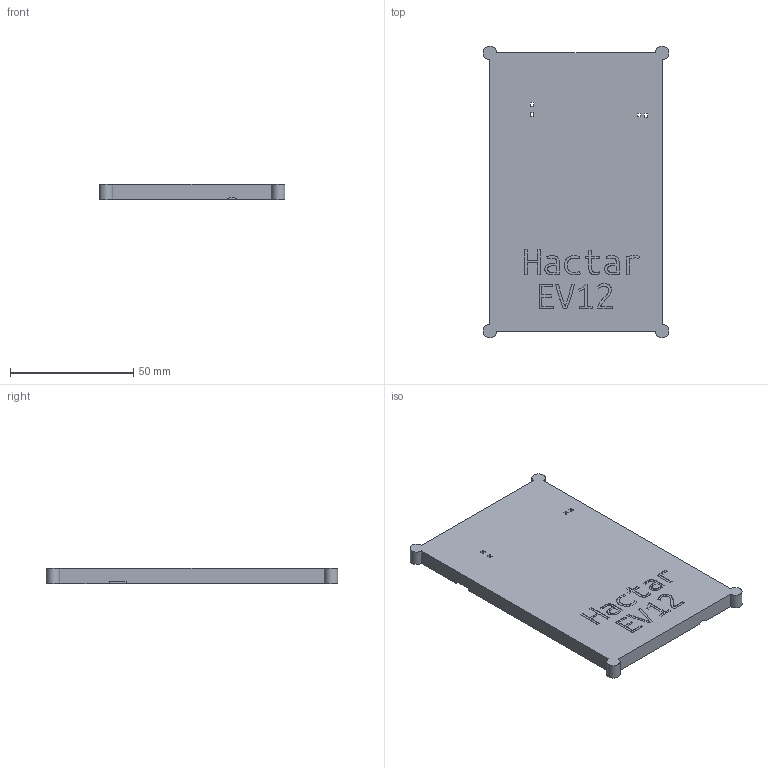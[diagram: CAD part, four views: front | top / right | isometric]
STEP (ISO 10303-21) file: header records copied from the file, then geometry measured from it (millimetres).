
FILE_DESCRIPTION(('FreeCAD Model'),'2;1');
FILE_NAME('Open CASCADE Shape Model','2025-03-12T13:14:01',('Author'),( ''),'Open CASCADE STEP processor 7.7','FreeCAD','Unknown');
FILE_SCHEMA(('AUTOMOTIVE_DESIGN { 1 0 10303 214 1 1 1 1 }'));
Length unit declared in the file: millimetre
Products named in the file (1): top
Bounding box: 75.5 x 118.5 x 6.2 mm (x, y, z)
Volume: 23447.7 mm3; surface area: 19868.2 mm2
Topology: 1 solids, 1 shells, 295 faces, 837 edges, 560 vertices
Faces by surface type: extrusion 149, plane 115, cylinder 31
Full cylindrical faces by diameter (mm): 1.6 x4
Entity records: 10645 total; most frequent: CARTESIAN_POINT 3449, ORIENTED_EDGE 1674, DIRECTION 1050, EDGE_CURVE 837, VECTOR 620, VERTEX_POINT 560, LINE 471, B_SPLINE_CURVE_WITH_KNOTS 447
